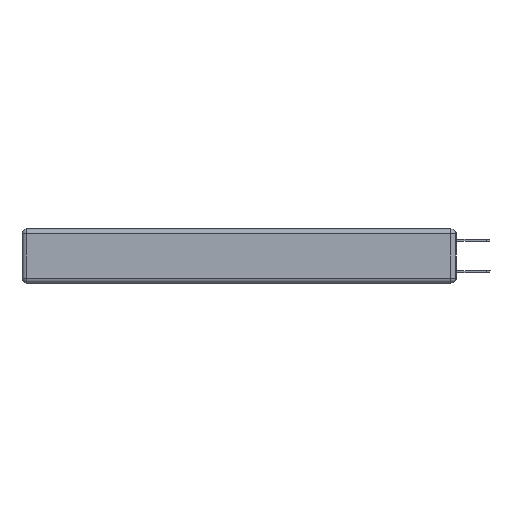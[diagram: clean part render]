
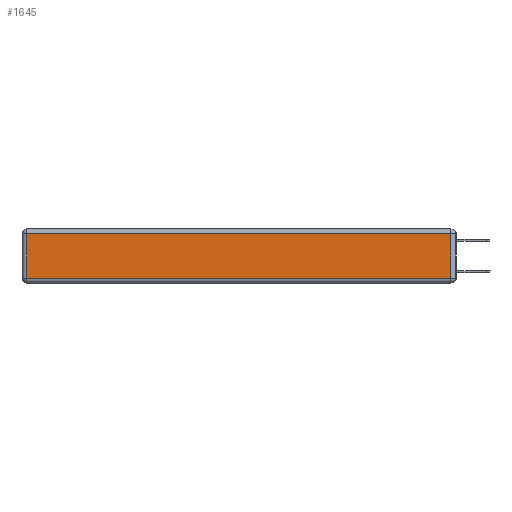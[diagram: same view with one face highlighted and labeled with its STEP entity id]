
A CAD part, left-side view. The second image highlights one B-rep face of the part: STEP entity #1645.
In plain terms, the highlighted planar face has unit normal (-1, 0, 0).
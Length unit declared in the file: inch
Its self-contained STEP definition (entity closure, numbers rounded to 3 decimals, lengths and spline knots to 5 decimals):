
#457 = VECTOR ( 'NONE', #1806, 39.37008 ) ;
#544 = VECTOR ( 'NONE', #940, 39.37008 ) ;
#735 = CARTESIAN_POINT ( 'NONE',  ( 0., 0., -0.313 ) ) ;
#940 = DIRECTION ( 'NONE',  ( 0., 0., 1. ) ) ;
#1645 = ADVANCED_FACE ( 'NONE', ( #9791 ), #7991, .T. ) ;
#1806 = DIRECTION ( 'NONE',  ( 0., -1., 0. ) ) ;
#2251 = VERTEX_POINT ( 'NONE', #5378 ) ;
#2371 = AXIS2_PLACEMENT_3D ( 'NONE', #7875, #3156, #11682 ) ;
#2375 = EDGE_CURVE ( 'NONE', #9912, #8141, #4479, .T. ) ;
#2457 = ORIENTED_EDGE ( 'NONE', *, *, #3819, .T. ) ;
#2498 = EDGE_CURVE ( 'NONE', #6497, #9912, #3177, .T. ) ;
#2525 = DIRECTION ( 'NONE',  ( 0., 0., -1. ) ) ;
#2887 = DIRECTION ( 'NONE',  ( 0., 1., 0. ) ) ;
#3051 = CARTESIAN_POINT ( 'NONE',  ( 0., 2.72, -0.03 ) ) ;
#3156 = DIRECTION ( 'NONE',  ( -1., 0., 0. ) ) ;
#3177 = LINE ( 'NONE', #4856, #6245 ) ;
#3198 = ORIENTED_EDGE ( 'NONE', *, *, #2375, .T. ) ;
#3819 = EDGE_CURVE ( 'NONE', #2251, #6497, #3901, .T. ) ;
#3901 = LINE ( 'NONE', #8806, #544 ) ;
#4153 = ORIENTED_EDGE ( 'NONE', *, *, #9825, .T. ) ;
#4479 = LINE ( 'NONE', #9444, #10588 ) ;
#4856 = CARTESIAN_POINT ( 'NONE',  ( 0., 2.75, -0.03 ) ) ;
#5378 = CARTESIAN_POINT ( 'NONE',  ( 0., 0.03, -0.313 ) ) ;
#6245 = VECTOR ( 'NONE', #2887, 39.37008 ) ;
#6349 = ORIENTED_EDGE ( 'NONE', *, *, #2498, .T. ) ;
#6497 = VERTEX_POINT ( 'NONE', #9272 ) ;
#7875 = CARTESIAN_POINT ( 'NONE',  ( 0., 0., -0.343 ) ) ;
#7991 = PLANE ( 'NONE',  #2371 ) ;
#8141 = VERTEX_POINT ( 'NONE', #10141 ) ;
#8806 = CARTESIAN_POINT ( 'NONE',  ( 0., 0.03, -0.343 ) ) ;
#9272 = CARTESIAN_POINT ( 'NONE',  ( 0., 0.03, -0.03 ) ) ;
#9444 = CARTESIAN_POINT ( 'NONE',  ( 0., 2.72, -0.343 ) ) ;
#9481 = LINE ( 'NONE', #735, #457 ) ;
#9791 = FACE_OUTER_BOUND ( 'NONE', #11075, .T. ) ;
#9825 = EDGE_CURVE ( 'NONE', #8141, #2251, #9481, .T. ) ;
#9912 = VERTEX_POINT ( 'NONE', #3051 ) ;
#10141 = CARTESIAN_POINT ( 'NONE',  ( 0., 2.72, -0.313 ) ) ;
#10588 = VECTOR ( 'NONE', #2525, 39.37008 ) ;
#11075 = EDGE_LOOP ( 'NONE', ( #4153, #2457, #6349, #3198 ) ) ;
#11682 = DIRECTION ( 'NONE',  ( 0., 0., 1. ) ) ;
